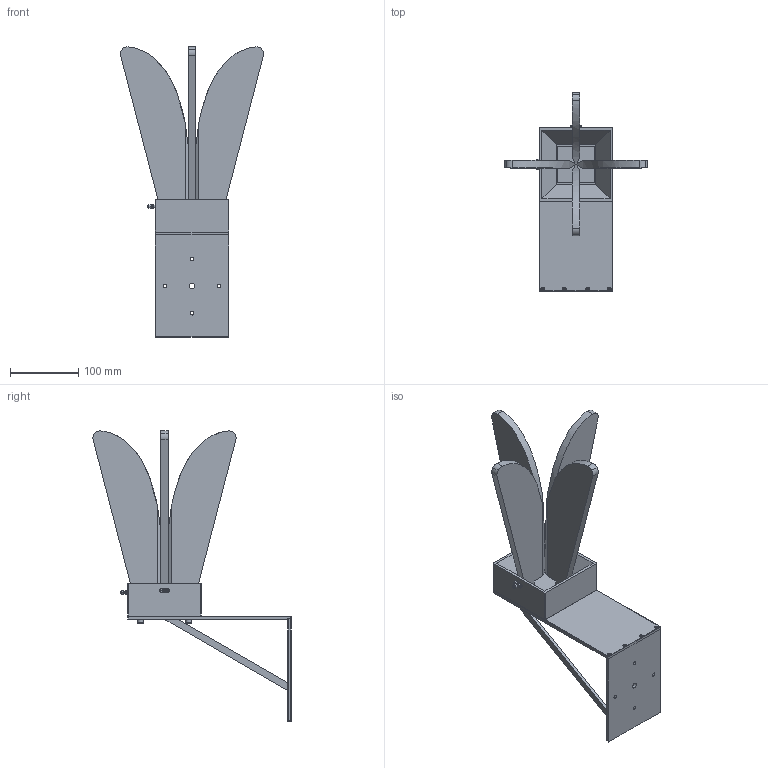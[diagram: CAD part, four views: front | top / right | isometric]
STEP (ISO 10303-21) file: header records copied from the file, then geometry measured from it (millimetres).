
FILE_DESCRIPTION (( 'STEP AP214' ), '1' );
FILE_NAME ('FMWAN1166_3D.step', '2023-05-01T16:04:29', ( '' ), ( '' ), 'SwSTEP 2.0', 'SolidWorks 2022', '' );
FILE_SCHEMA (( 'AUTOMOTIVE_DESIGN' ));
Length unit declared in the file: inch
Products named in the file (16): 11669^FMWAN1166; 116615^FMWAN1166; 11668^FMWAN1166; 11667^FMWAN1166; 11661^FMWAN1166; 11666^FMWAN1166; 116610^FMWAN1166; 116612^FMWAN1166; 11663^FMWAN1166; 116611^FMWAN1166; 116613^FMWAN1166; FMWAN1166_3D; 11664^FMWAN1166; 11662^FMWAN1166; 11665^FMWAN1166; 116614^FMWAN1166
Assembly tree (15 placements, depth 2):
  FMWAN1166_3D
    11661^FMWAN1166
    11662^FMWAN1166
    11663^FMWAN1166
    11664^FMWAN1166
    11665^FMWAN1166
    11666^FMWAN1166
    11667^FMWAN1166
    11668^FMWAN1166
    11669^FMWAN1166
    116610^FMWAN1166
    116611^FMWAN1166
    116612^FMWAN1166
    116613^FMWAN1166
    116614^FMWAN1166
    116615^FMWAN1166
Bounding box: 210.25 x 291.12 x 426.13 mm (x, y, z)
Volume: 1174542.8 mm3; surface area: 296859.8 mm2
Topology: 15 solids, 15 shells, 573 faces, 1378 edges, 856 vertices
Faces by surface type: plane 247, cylinder 212, cone 72, torus 36, bspline 4, sphere 2
Entity records: 18132 total; most frequent: CARTESIAN_POINT 3721, DIRECTION 3024, ORIENTED_EDGE 2704, EDGE_CURVE 1352, AXIS2_PLACEMENT_3D 1119, VERTEX_POINT 856, LINE 786, VECTOR 786
